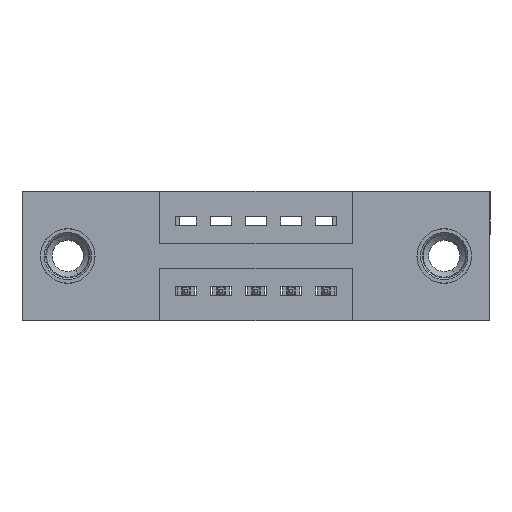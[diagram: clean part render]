
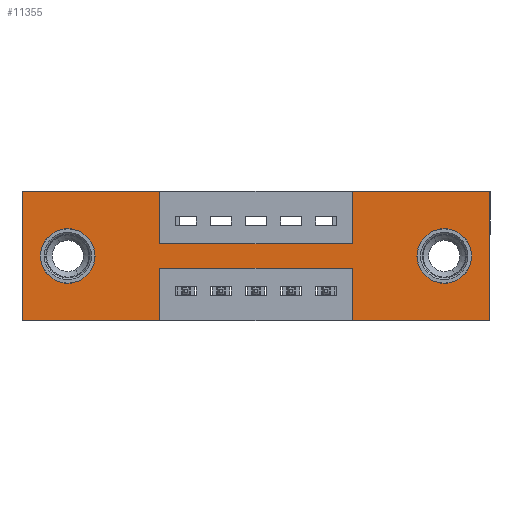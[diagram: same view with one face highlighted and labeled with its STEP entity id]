
A CAD part, front view. The second image highlights one B-rep face of the part: STEP entity #11355.
In plain terms, the highlighted planar face has unit normal (0, -1, 0).
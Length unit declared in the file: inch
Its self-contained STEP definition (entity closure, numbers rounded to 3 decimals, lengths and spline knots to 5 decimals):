
#105 = DIRECTION ( 'NONE',  ( 0., 0., -1. ) ) ;
#149 = VECTOR ( 'NONE', #2272, 39.37008 ) ;
#251 = ORIENTED_EDGE ( 'NONE', *, *, #13260, .F. ) ;
#273 = CARTESIAN_POINT ( 'NONE',  ( 1.205, 0., -0.263 ) ) ;
#374 = EDGE_CURVE ( 'NONE', #7043, #796, #3364, .T. ) ;
#487 = VECTOR ( 'NONE', #4068, 39.37008 ) ;
#572 = CARTESIAN_POINT ( 'NONE',  ( 0.3925, 0., -0.37 ) ) ;
#767 = VECTOR ( 'NONE', #12993, 39.37008 ) ;
#796 = VERTEX_POINT ( 'NONE', #4073 ) ;
#906 = ORIENTED_EDGE ( 'NONE', *, *, #13531, .T. ) ;
#923 = LINE ( 'NONE', #5104, #487 ) ;
#1066 = ORIENTED_EDGE ( 'NONE', *, *, #11771, .F. ) ;
#1084 = DIRECTION ( 'NONE',  ( 1., 0., 0. ) ) ;
#1121 = DIRECTION ( 'NONE',  ( 0., 1., 0. ) ) ;
#1355 = VECTOR ( 'NONE', #1582, 39.37008 ) ;
#1387 = VERTEX_POINT ( 'NONE', #273 ) ;
#1430 = CARTESIAN_POINT ( 'NONE',  ( 0.3925, 0., 0. ) ) ;
#1582 = DIRECTION ( 'NONE',  ( 0., 0., 1. ) ) ;
#1626 = DIRECTION ( 'NONE',  ( 0., 0., 1. ) ) ;
#2272 = DIRECTION ( 'NONE',  ( -1., 0., 0. ) ) ;
#2388 = CARTESIAN_POINT ( 'NONE',  ( 1.335, 0., -0.37 ) ) ;
#2423 = CARTESIAN_POINT ( 'NONE',  ( 0.9425, 0., 0. ) ) ;
#2432 = ORIENTED_EDGE ( 'NONE', *, *, #7779, .F. ) ;
#2438 = EDGE_CURVE ( 'NONE', #9375, #6789, #7841, .T. ) ;
#2487 = PLANE ( 'NONE',  #4491 ) ;
#2505 = LINE ( 'NONE', #6672, #9303 ) ;
#2656 = VECTOR ( 'NONE', #10136, 39.37008 ) ;
#2693 = AXIS2_PLACEMENT_3D ( 'NONE', #4575, #12226, #13045 ) ;
#3217 = AXIS2_PLACEMENT_3D ( 'NONE', #12428, #9110, #11185 ) ;
#3231 = CARTESIAN_POINT ( 'NONE',  ( 0., 0., -0.37 ) ) ;
#3253 = ORIENTED_EDGE ( 'NONE', *, *, #6758, .F. ) ;
#3364 = LINE ( 'NONE', #11044, #10635 ) ;
#3419 = ORIENTED_EDGE ( 'NONE', *, *, #9415, .F. ) ;
#3511 = CARTESIAN_POINT ( 'NONE',  ( 0.3925, 0., 0. ) ) ;
#3547 = EDGE_CURVE ( 'NONE', #4570, #8848, #9248, .T. ) ;
#3706 = VECTOR ( 'NONE', #1084, 39.37008 ) ;
#3789 = DIRECTION ( 'NONE',  ( 0., 0., -1. ) ) ;
#4063 = CARTESIAN_POINT ( 'NONE',  ( 1.205, 0., -0.185 ) ) ;
#4068 = DIRECTION ( 'NONE',  ( -1., 0., 0. ) ) ;
#4073 = CARTESIAN_POINT ( 'NONE',  ( 0., 0., 0. ) ) ;
#4182 = CARTESIAN_POINT ( 'NONE',  ( 0., 0., -0.37 ) ) ;
#4387 = LINE ( 'NONE', #3231, #149 ) ;
#4479 = FACE_BOUND ( 'NONE', #12227, .T. ) ;
#4491 = AXIS2_PLACEMENT_3D ( 'NONE', #6658, #10865, #4608 ) ;
#4570 = VERTEX_POINT ( 'NONE', #12412 ) ;
#4575 = CARTESIAN_POINT ( 'NONE',  ( 1.205, 0., -0.185 ) ) ;
#4608 = DIRECTION ( 'NONE',  ( 0., 0., -1. ) ) ;
#4646 = CARTESIAN_POINT ( 'NONE',  ( 0.9425, 0., -0.37 ) ) ;
#4680 = VECTOR ( 'NONE', #3789, 39.37008 ) ;
#4725 = VERTEX_POINT ( 'NONE', #6266 ) ;
#4893 = VECTOR ( 'NONE', #6850, 39.37008 ) ;
#5049 = EDGE_CURVE ( 'NONE', #796, #5741, #7642, .T. ) ;
#5055 = CARTESIAN_POINT ( 'NONE',  ( 1.205, 0., -0.107 ) ) ;
#5104 = CARTESIAN_POINT ( 'NONE',  ( 0., 0., -0.37 ) ) ;
#5126 = ORIENTED_EDGE ( 'NONE', *, *, #5049, .F. ) ;
#5175 = CARTESIAN_POINT ( 'NONE',  ( 1.335, 0., 0. ) ) ;
#5625 = FACE_OUTER_BOUND ( 'NONE', #12687, .T. ) ;
#5660 = DIRECTION ( 'NONE',  ( 0., 0., 1. ) ) ;
#5741 = VERTEX_POINT ( 'NONE', #3511 ) ;
#5764 = CARTESIAN_POINT ( 'NONE',  ( 0.13, 0., -0.107 ) ) ;
#5956 = DIRECTION ( 'NONE',  ( -1., 0., 0. ) ) ;
#6085 = CARTESIAN_POINT ( 'NONE',  ( 0.3925, 0., -0.15 ) ) ;
#6189 = CIRCLE ( 'NONE', #2693, 0.078 ) ;
#6208 = AXIS2_PLACEMENT_3D ( 'NONE', #4063, #1121, #7352 ) ;
#6266 = CARTESIAN_POINT ( 'NONE',  ( 0.3925, 0., -0.22 ) ) ;
#6495 = VECTOR ( 'NONE', #5956, 39.37008 ) ;
#6628 = EDGE_CURVE ( 'NONE', #13415, #7376, #923, .T. ) ;
#6658 = CARTESIAN_POINT ( 'NONE',  ( 0., 0., -0.37 ) ) ;
#6672 = CARTESIAN_POINT ( 'NONE',  ( 0.9425, 0., -0.37 ) ) ;
#6758 = EDGE_CURVE ( 'NONE', #8848, #7696, #9773, .T. ) ;
#6789 = VERTEX_POINT ( 'NONE', #5764 ) ;
#6850 = DIRECTION ( 'NONE',  ( 1., 0., 0. ) ) ;
#6920 = CARTESIAN_POINT ( 'NONE',  ( 0., 0., 0. ) ) ;
#7043 = VERTEX_POINT ( 'NONE', #4182 ) ;
#7219 = LINE ( 'NONE', #5175, #7750 ) ;
#7237 = CARTESIAN_POINT ( 'NONE',  ( 0.9425, 0., -0.15 ) ) ;
#7352 = DIRECTION ( 'NONE',  ( 0., 0., -1. ) ) ;
#7376 = VERTEX_POINT ( 'NONE', #4646 ) ;
#7623 = VERTEX_POINT ( 'NONE', #11579 ) ;
#7642 = LINE ( 'NONE', #11861, #2656 ) ;
#7691 = CARTESIAN_POINT ( 'NONE',  ( 0.9425, 0., 0. ) ) ;
#7696 = VERTEX_POINT ( 'NONE', #7691 ) ;
#7750 = VECTOR ( 'NONE', #105, 39.37008 ) ;
#7779 = EDGE_CURVE ( 'NONE', #4725, #13086, #7901, .T. ) ;
#7841 = CIRCLE ( 'NONE', #8959, 0.078 ) ;
#7861 = EDGE_CURVE ( 'NONE', #1387, #8849, #8391, .T. ) ;
#7869 = LINE ( 'NONE', #6920, #4893 ) ;
#7901 = LINE ( 'NONE', #572, #4680 ) ;
#8200 = ORIENTED_EDGE ( 'NONE', *, *, #3547, .F. ) ;
#8391 = CIRCLE ( 'NONE', #6208, 0.078 ) ;
#8662 = FACE_BOUND ( 'NONE', #10338, .T. ) ;
#8701 = VERTEX_POINT ( 'NONE', #8964 ) ;
#8726 = EDGE_CURVE ( 'NONE', #8849, #1387, #6189, .T. ) ;
#8848 = VERTEX_POINT ( 'NONE', #7237 ) ;
#8849 = VERTEX_POINT ( 'NONE', #5055 ) ;
#8959 = AXIS2_PLACEMENT_3D ( 'NONE', #11942, #9608, #5660 ) ;
#8964 = CARTESIAN_POINT ( 'NONE',  ( 0.9425, 0., -0.22 ) ) ;
#9036 = ORIENTED_EDGE ( 'NONE', *, *, #2438, .T. ) ;
#9058 = ORIENTED_EDGE ( 'NONE', *, *, #7861, .T. ) ;
#9110 = DIRECTION ( 'NONE',  ( 0., 1., 0. ) ) ;
#9148 = ORIENTED_EDGE ( 'NONE', *, *, #374, .F. ) ;
#9248 = LINE ( 'NONE', #6085, #3706 ) ;
#9303 = VECTOR ( 'NONE', #9715, 39.37008 ) ;
#9375 = VERTEX_POINT ( 'NONE', #11265 ) ;
#9415 = EDGE_CURVE ( 'NONE', #7696, #7623, #7869, .T. ) ;
#9608 = DIRECTION ( 'NONE',  ( 0., 1., 0. ) ) ;
#9715 = DIRECTION ( 'NONE',  ( 0., 0., 1. ) ) ;
#9773 = LINE ( 'NONE', #2423, #1355 ) ;
#9801 = CIRCLE ( 'NONE', #3217, 0.078 ) ;
#9879 = ORIENTED_EDGE ( 'NONE', *, *, #10877, .F. ) ;
#10136 = DIRECTION ( 'NONE',  ( 1., 0., 0. ) ) ;
#10276 = ORIENTED_EDGE ( 'NONE', *, *, #8726, .T. ) ;
#10291 = ORIENTED_EDGE ( 'NONE', *, *, #11182, .F. ) ;
#10338 = EDGE_LOOP ( 'NONE', ( #906, #9036 ) ) ;
#10635 = VECTOR ( 'NONE', #1626, 39.37008 ) ;
#10709 = LINE ( 'NONE', #1430, #767 ) ;
#10801 = ORIENTED_EDGE ( 'NONE', *, *, #6628, .F. ) ;
#10865 = DIRECTION ( 'NONE',  ( 0., -1., 0. ) ) ;
#10877 = EDGE_CURVE ( 'NONE', #7376, #8701, #2505, .T. ) ;
#11044 = CARTESIAN_POINT ( 'NONE',  ( 0., 0., 0. ) ) ;
#11182 = EDGE_CURVE ( 'NONE', #7623, #13415, #7219, .T. ) ;
#11185 = DIRECTION ( 'NONE',  ( 0., 0., 1. ) ) ;
#11265 = CARTESIAN_POINT ( 'NONE',  ( 0.13, 0., -0.263 ) ) ;
#11355 = ADVANCED_FACE ( 'NONE', ( #4479, #8662, #5625 ), #2487, .T. ) ;
#11550 = CARTESIAN_POINT ( 'NONE',  ( 0.3925, 0., -0.37 ) ) ;
#11579 = CARTESIAN_POINT ( 'NONE',  ( 1.335, 0., 0. ) ) ;
#11771 = EDGE_CURVE ( 'NONE', #5741, #4570, #10709, .T. ) ;
#11794 = ORIENTED_EDGE ( 'NONE', *, *, #13108, .F. ) ;
#11861 = CARTESIAN_POINT ( 'NONE',  ( 0., 0., 0. ) ) ;
#11942 = CARTESIAN_POINT ( 'NONE',  ( 0.13, 0., -0.185 ) ) ;
#12226 = DIRECTION ( 'NONE',  ( 0., 1., 0. ) ) ;
#12227 = EDGE_LOOP ( 'NONE', ( #10276, #9058 ) ) ;
#12412 = CARTESIAN_POINT ( 'NONE',  ( 0.3925, 0., -0.15 ) ) ;
#12428 = CARTESIAN_POINT ( 'NONE',  ( 0.13, 0., -0.185 ) ) ;
#12509 = CARTESIAN_POINT ( 'NONE',  ( 0.3925, 0., -0.22 ) ) ;
#12687 = EDGE_LOOP ( 'NONE', ( #2432, #251, #9879, #10801, #10291, #3419, #3253, #8200, #1066, #5126, #9148, #11794 ) ) ;
#12993 = DIRECTION ( 'NONE',  ( 0., 0., -1. ) ) ;
#13045 = DIRECTION ( 'NONE',  ( 0., 0., -1. ) ) ;
#13086 = VERTEX_POINT ( 'NONE', #11550 ) ;
#13108 = EDGE_CURVE ( 'NONE', #13086, #7043, #4387, .T. ) ;
#13260 = EDGE_CURVE ( 'NONE', #8701, #4725, #13482, .T. ) ;
#13415 = VERTEX_POINT ( 'NONE', #2388 ) ;
#13482 = LINE ( 'NONE', #12509, #6495 ) ;
#13531 = EDGE_CURVE ( 'NONE', #6789, #9375, #9801, .T. ) ;
